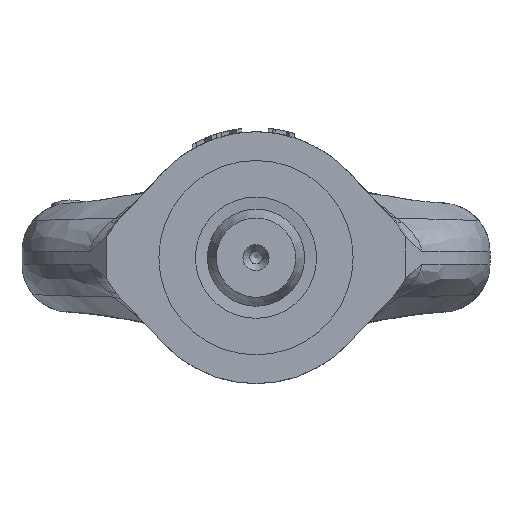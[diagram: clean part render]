
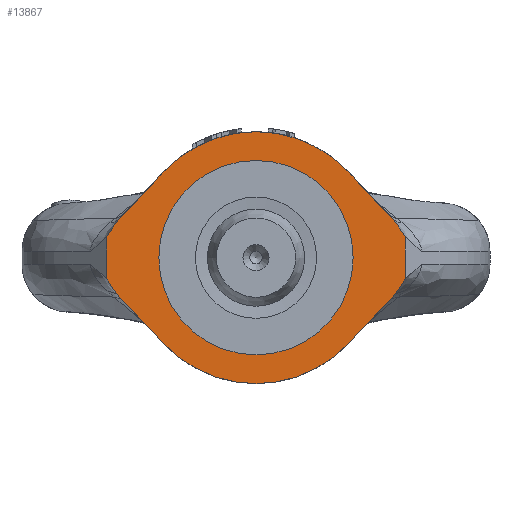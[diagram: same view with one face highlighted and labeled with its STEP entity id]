
A CAD part, front view. The second image highlights one B-rep face of the part: STEP entity #13867.
In plain terms, the highlighted planar face has unit normal (0, -1, 0).
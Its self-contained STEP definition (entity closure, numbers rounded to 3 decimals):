
#575=LINE('',#25684,#1342);
#581=LINE('',#25957,#1348);
#583=LINE('',#27641,#1350);
#584=LINE('',#27642,#1351);
#585=LINE('',#27643,#1352);
#591=LINE('',#28701,#1358);
#593=LINE('',#28943,#1360);
#597=LINE('',#30641,#1364);
#598=LINE('',#30642,#1365);
#599=LINE('',#30643,#1366);
#1342=VECTOR('',#16394,10.);
#1348=VECTOR('',#16406,10.);
#1350=VECTOR('',#16456,10.);
#1351=VECTOR('',#16457,10.);
#1352=VECTOR('',#16458,10.);
#1358=VECTOR('',#16502,10.);
#1360=VECTOR('',#16510,10.);
#1364=VECTOR('',#16562,10.);
#1365=VECTOR('',#16563,10.);
#1366=VECTOR('',#16564,10.);
#1948=PLANE('',#14823);
#2177=FACE_BOUND('',#3528,.T.);
#2674=FACE_OUTER_BOUND('',#3527,.T.);
#3527=EDGE_LOOP('',(#11023,#11024,#11025,#11026,#11027,#11028,#11029,#11030,
#11031,#11032,#11033,#11034,#11035,#11036,#11037,#11038,#11039,#11040,#11041,
#11042));
#3528=EDGE_LOOP('',(#11043));
#4120=CIRCLE('',#14724,12.5);
#4129=CIRCLE('',#14742,6.15);
#4132=CIRCLE('',#14748,6.15);
#4159=CIRCLE('',#14788,6.15);
#4162=CIRCLE('',#14794,6.15);
#4179=CIRCLE('',#14820,16.2);
#4180=CIRCLE('',#14822,16.2);
#4819=B_SPLINE_CURVE_WITH_KNOTS('',3,(#25258,#25259,#25260,#25261),
 .UNSPECIFIED.,.F.,.F.,(4,4),(0.,0.199),.UNSPECIFIED.);
#4832=B_SPLINE_CURVE_WITH_KNOTS('',3,(#25855,#25856,#25857,#25858,#25859,
#25860),.UNSPECIFIED.,.F.,.F.,(4,2,4),(0.822,0.919,
1.046),.UNSPECIFIED.);
#4889=B_SPLINE_CURVE_WITH_KNOTS('',3,(#28283,#28284,#28285,#28286),
 .UNSPECIFIED.,.F.,.F.,(4,4),(0.,0.199),.UNSPECIFIED.);
#4900=B_SPLINE_CURVE_WITH_KNOTS('',3,(#28855,#28856,#28857,#28858,#28859,
#28860),.UNSPECIFIED.,.F.,.F.,(4,2,4),(0.822,0.919,
1.046),.UNSPECIFIED.);
#5814=VERTEX_POINT('',#24879);
#5837=VERTEX_POINT('',#25248);
#5838=VERTEX_POINT('',#25257);
#5846=VERTEX_POINT('',#25679);
#5847=VERTEX_POINT('',#25683);
#5854=VERTEX_POINT('',#25853);
#5855=VERTEX_POINT('',#25854);
#5862=VERTEX_POINT('',#25954);
#5863=VERTEX_POINT('',#25956);
#5883=VERTEX_POINT('',#27639);
#5884=VERTEX_POINT('',#27640);
#5902=VERTEX_POINT('',#28248);
#5905=VERTEX_POINT('',#28275);
#5911=VERTEX_POINT('',#28679);
#5915=VERTEX_POINT('',#28699);
#5919=VERTEX_POINT('',#28853);
#5920=VERTEX_POINT('',#28854);
#5924=VERTEX_POINT('',#28940);
#5925=VERTEX_POINT('',#28942);
#5948=VERTEX_POINT('',#30639);
#5949=VERTEX_POINT('',#30640);
#7508=EDGE_CURVE('',#5814,#5814,#4120,.T.);
#7538=EDGE_CURVE('',#5838,#5837,#4819,.T.);
#7550=EDGE_CURVE('',#5838,#5846,#4129,.T.);
#7552=EDGE_CURVE('',#5846,#5847,#575,.T.);
#7560=EDGE_CURVE('',#5854,#5855,#4832,.F.);
#7571=EDGE_CURVE('',#5862,#5863,#581,.T.);
#7573=EDGE_CURVE('',#5863,#5854,#4132,.T.);
#7630=EDGE_CURVE('',#5883,#5884,#583,.T.);
#7631=EDGE_CURVE('',#5837,#5884,#584,.T.);
#7632=EDGE_CURVE('',#5855,#5883,#585,.F.);
#7663=EDGE_CURVE('',#5905,#5902,#4889,.T.);
#7673=EDGE_CURVE('',#5905,#5911,#4159,.T.);
#7678=EDGE_CURVE('',#5911,#5915,#591,.T.);
#7682=EDGE_CURVE('',#5919,#5920,#4900,.F.);
#7690=EDGE_CURVE('',#5925,#5924,#593,.T.);
#7695=EDGE_CURVE('',#5924,#5919,#4162,.T.);
#7752=EDGE_CURVE('',#5948,#5949,#597,.T.);
#7753=EDGE_CURVE('',#5920,#5948,#598,.F.);
#7754=EDGE_CURVE('',#5902,#5949,#599,.T.);
#7759=EDGE_CURVE('',#5862,#5925,#4179,.T.);
#7760=EDGE_CURVE('',#5915,#5847,#4180,.T.);
#11023=ORIENTED_EDGE('',*,*,#7759,.T.);
#11024=ORIENTED_EDGE('',*,*,#7690,.T.);
#11025=ORIENTED_EDGE('',*,*,#7695,.T.);
#11026=ORIENTED_EDGE('',*,*,#7682,.T.);
#11027=ORIENTED_EDGE('',*,*,#7753,.T.);
#11028=ORIENTED_EDGE('',*,*,#7752,.T.);
#11029=ORIENTED_EDGE('',*,*,#7754,.F.);
#11030=ORIENTED_EDGE('',*,*,#7663,.F.);
#11031=ORIENTED_EDGE('',*,*,#7673,.T.);
#11032=ORIENTED_EDGE('',*,*,#7678,.T.);
#11033=ORIENTED_EDGE('',*,*,#7760,.T.);
#11034=ORIENTED_EDGE('',*,*,#7552,.F.);
#11035=ORIENTED_EDGE('',*,*,#7550,.F.);
#11036=ORIENTED_EDGE('',*,*,#7538,.T.);
#11037=ORIENTED_EDGE('',*,*,#7631,.T.);
#11038=ORIENTED_EDGE('',*,*,#7630,.F.);
#11039=ORIENTED_EDGE('',*,*,#7632,.F.);
#11040=ORIENTED_EDGE('',*,*,#7560,.F.);
#11041=ORIENTED_EDGE('',*,*,#7573,.F.);
#11042=ORIENTED_EDGE('',*,*,#7571,.F.);
#11043=ORIENTED_EDGE('',*,*,#7508,.T.);
#13867=ADVANCED_FACE('',(#2674,#2177),#1948,.T.);
#14724=AXIS2_PLACEMENT_3D('',#24880,#16349,#16350);
#14742=AXIS2_PLACEMENT_3D('',#25680,#16389,#16390);
#14748=AXIS2_PLACEMENT_3D('',#25960,#16410,#16411);
#14788=AXIS2_PLACEMENT_3D('',#28681,#16496,#16497);
#14794=AXIS2_PLACEMENT_3D('',#28960,#16516,#16517);
#14820=AXIS2_PLACEMENT_3D('',#30919,#16571,#16572);
#14822=AXIS2_PLACEMENT_3D('',#30921,#16575,#16576);
#14823=AXIS2_PLACEMENT_3D('',#30922,#16577,#16578);
#16349=DIRECTION('center_axis',(0.,1.,0.));
#16350=DIRECTION('ref_axis',(-1.,0.,0.));
#16389=DIRECTION('center_axis',(0.,1.,0.));
#16390=DIRECTION('ref_axis',(1.,0.,0.));
#16394=DIRECTION('',(-0.688,0.,-0.725));
#16406=DIRECTION('',(0.688,0.,-0.725));
#16410=DIRECTION('center_axis',(0.,1.,0.));
#16411=DIRECTION('ref_axis',(-1.,0.,0.));
#16456=DIRECTION('',(0.,0.,-1.));
#16457=DIRECTION('',(0.,0.,1.));
#16458=DIRECTION('',(0.,0.,1.));
#16496=DIRECTION('center_axis',(0.,-1.,0.));
#16497=DIRECTION('ref_axis',(-1.,0.,0.));
#16502=DIRECTION('',(0.688,0.,-0.725));
#16510=DIRECTION('',(-0.688,0.,-0.725));
#16516=DIRECTION('center_axis',(0.,-1.,0.));
#16517=DIRECTION('ref_axis',(1.,0.,0.));
#16562=DIRECTION('',(0.,0.,-1.));
#16563=DIRECTION('',(0.,0.,1.));
#16564=DIRECTION('',(0.,0.,1.));
#16571=DIRECTION('center_axis',(0.,-1.,0.));
#16572=DIRECTION('ref_axis',(0.,0.,
1.));
#16575=DIRECTION('center_axis',(0.,-1.,0.));
#16576=DIRECTION('ref_axis',(0.,0.,
1.));
#16577=DIRECTION('center_axis',(0.,-1.,0.));
#16578=DIRECTION('ref_axis',(0.,0.,-1.));
#24879=CARTESIAN_POINT('',(12.5,-35.3,0.));
#24880=CARTESIAN_POINT('Origin',(0.,-35.3,0.));
#25248=CARTESIAN_POINT('',(19.2,-35.3,-2.741));
#25257=CARTESIAN_POINT('',(18.129,-35.3,-4.318));
#25258=CARTESIAN_POINT('Ctrl Pts',(18.129,-35.3,-4.318));
#25259=CARTESIAN_POINT('Ctrl Pts',(18.503,-35.3,-3.77));
#25260=CARTESIAN_POINT('Ctrl Pts',(18.889,-35.3,-3.257));
#25261=CARTESIAN_POINT('Ctrl Pts',(19.2,-35.3,-2.741));
#25679=CARTESIAN_POINT('',(17.51,-35.3,-5.084));
#25680=CARTESIAN_POINT('Origin',(13.05,-35.3,-0.85));
#25683=CARTESIAN_POINT('',(11.749,-35.3,-11.153));
#25684=CARTESIAN_POINT('',(17.51,-35.3,-5.084));
#25853=CARTESIAN_POINT('',(18.194,-35.3,4.22));
#25854=CARTESIAN_POINT('',(19.2,-35.3,2.712));
#25855=CARTESIAN_POINT('Ctrl Pts',(19.2,-35.3,2.712));
#25856=CARTESIAN_POINT('Ctrl Pts',(19.071,-35.3,2.925));
#25857=CARTESIAN_POINT('Ctrl Pts',(18.929,-35.3,3.139));
#25858=CARTESIAN_POINT('Ctrl Pts',(18.591,-35.3,3.635));
#25859=CARTESIAN_POINT('Ctrl Pts',(18.388,-35.3,3.925));
#25860=CARTESIAN_POINT('Ctrl Pts',(18.194,-35.3,4.22));
#25954=CARTESIAN_POINT('',(11.749,-35.3,11.153));
#25956=CARTESIAN_POINT('',(17.51,-35.3,5.084));
#25957=CARTESIAN_POINT('',(11.749,-35.3,11.153));
#25960=CARTESIAN_POINT('Origin',(13.05,-35.3,0.85));
#27639=CARTESIAN_POINT('',(19.2,-35.3,0.85));
#27640=CARTESIAN_POINT('',(19.2,-35.3,-0.85));
#27641=CARTESIAN_POINT('',(19.2,-35.3,0.));
#27642=CARTESIAN_POINT('',(19.2,-35.3,-2.741));
#27643=CARTESIAN_POINT('',(19.2,-35.3,0.85));
#28248=CARTESIAN_POINT('',(-19.2,-35.3,-2.741));
#28275=CARTESIAN_POINT('',(-18.129,-35.3,-4.318));
#28283=CARTESIAN_POINT('Ctrl Pts',(-18.129,-35.3,-4.318));
#28284=CARTESIAN_POINT('Ctrl Pts',(-18.503,-35.3,-3.77));
#28285=CARTESIAN_POINT('Ctrl Pts',(-18.889,-35.3,-3.257));
#28286=CARTESIAN_POINT('Ctrl Pts',(-19.2,-35.3,-2.741));
#28679=CARTESIAN_POINT('',(-17.51,-35.3,-5.084));
#28681=CARTESIAN_POINT('Origin',(-13.05,-35.3,-0.85));
#28699=CARTESIAN_POINT('',(-11.749,-35.3,-11.153));
#28701=CARTESIAN_POINT('',(-17.51,-35.3,-5.084));
#28853=CARTESIAN_POINT('',(-18.194,-35.3,4.22));
#28854=CARTESIAN_POINT('',(-19.2,-35.3,2.712));
#28855=CARTESIAN_POINT('Ctrl Pts',(-19.2,-35.3,2.712));
#28856=CARTESIAN_POINT('Ctrl Pts',(-19.071,-35.3,2.925));
#28857=CARTESIAN_POINT('Ctrl Pts',(-18.929,-35.3,3.139));
#28858=CARTESIAN_POINT('Ctrl Pts',(-18.591,-35.3,3.635));
#28859=CARTESIAN_POINT('Ctrl Pts',(-18.388,-35.3,3.925));
#28860=CARTESIAN_POINT('Ctrl Pts',(-18.194,-35.3,4.22));
#28940=CARTESIAN_POINT('',(-17.51,-35.3,5.084));
#28942=CARTESIAN_POINT('',(-11.749,-35.3,11.153));
#28943=CARTESIAN_POINT('',(-11.749,-35.3,11.153));
#28960=CARTESIAN_POINT('Origin',(-13.05,-35.3,0.85));
#30639=CARTESIAN_POINT('',(-19.2,-35.3,0.85));
#30640=CARTESIAN_POINT('',(-19.2,-35.3,-0.85));
#30641=CARTESIAN_POINT('',(-19.2,-35.3,0.));
#30642=CARTESIAN_POINT('',(-19.2,-35.3,0.85));
#30643=CARTESIAN_POINT('',(-19.2,-35.3,-2.741));
#30919=CARTESIAN_POINT('Origin',(0.,-35.3,0.));
#30921=CARTESIAN_POINT('Origin',(0.,-35.3,0.));
#30922=CARTESIAN_POINT('Origin',(-6.776,-35.3,0.));
